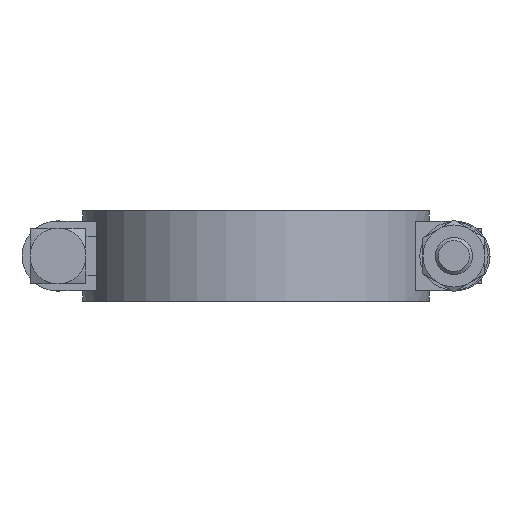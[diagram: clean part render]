
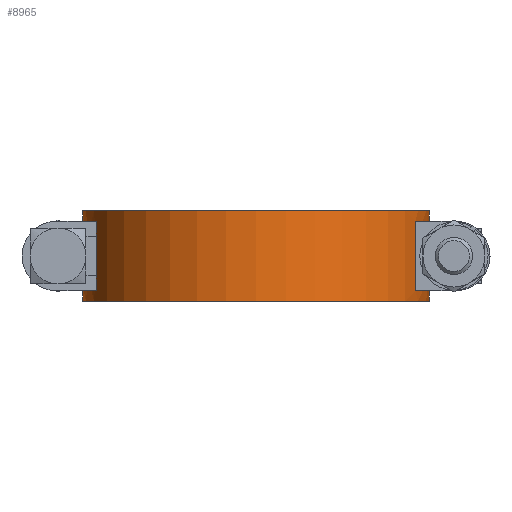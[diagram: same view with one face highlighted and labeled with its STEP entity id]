
A CAD part, front view. The second image highlights one B-rep face of the part: STEP entity #8965.
In plain terms, the highlighted cylindrical face has radius 44.323 mm (diameter 88.646 mm), a partial arc.
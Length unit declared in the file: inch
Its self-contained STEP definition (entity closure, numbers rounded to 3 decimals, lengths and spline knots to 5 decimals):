
#1038=FACE_OUTER_BOUND('',#1575,.T.);
#1575=EDGE_LOOP('',(#8060,#8061,#8062,#8063,#8064,#8065,#8066,#8067,#8068,
#8069,#8070,#8071,#8072,#8073,#8074,#8075));
#1849=CIRCLE('',#9525,1.745);
#1850=CIRCLE('',#9527,1.745);
#1851=CIRCLE('',#9532,1.745);
#1863=CIRCLE('',#9556,1.745);
#1864=CIRCLE('',#9559,1.745);
#1865=CIRCLE('',#9561,1.745);
#1867=CIRCLE('',#9565,1.745);
#1868=CIRCLE('',#9567,1.745);
#2447=LINE('',#18914,#3076);
#2451=LINE('',#18928,#3080);
#2454=LINE('',#18934,#3083);
#2457=LINE('',#18942,#3086);
#2470=LINE('',#19003,#3099);
#2472=LINE('',#19007,#3101);
#2481=LINE('',#19038,#3110);
#2482=LINE('',#19040,#3111);
#3076=VECTOR('',#11165,0.3937);
#3080=VECTOR('',#11183,0.3937);
#3083=VECTOR('',#11190,0.3937);
#3086=VECTOR('',#11199,0.3937);
#3099=VECTOR('',#11248,0.3937);
#3101=VECTOR('',#11250,0.3937);
#3110=VECTOR('',#11289,0.3937);
#3111=VECTOR('',#11290,0.3937);
#4226=VERTEX_POINT('',#18713);
#4228=VERTEX_POINT('',#18721);
#4232=VERTEX_POINT('',#18731);
#4272=VERTEX_POINT('',#18911);
#4273=VERTEX_POINT('',#18913);
#4275=VERTEX_POINT('',#18920);
#4276=VERTEX_POINT('',#18924);
#4277=VERTEX_POINT('',#18930);
#4279=VERTEX_POINT('',#18938);
#4297=VERTEX_POINT('',#19001);
#4298=VERTEX_POINT('',#19004);
#4299=VERTEX_POINT('',#19006);
#4302=VERTEX_POINT('',#19020);
#4305=VERTEX_POINT('',#19028);
#4306=VERTEX_POINT('',#19034);
#4307=VERTEX_POINT('',#19039);
#5525=EDGE_CURVE('',#4273,#4272,#2447,.T.);
#5529=EDGE_CURVE('',#4232,#4275,#1849,.T.);
#5531=EDGE_CURVE('',#4228,#4276,#1850,.T.);
#5533=EDGE_CURVE('',#4276,#4226,#2451,.T.);
#5536=EDGE_CURVE('',#4277,#4275,#2454,.T.);
#5539=EDGE_CURVE('',#4279,#4228,#1851,.T.);
#5540=EDGE_CURVE('',#4226,#4277,#2457,.T.);
#5566=EDGE_CURVE('',#4297,#4279,#2470,.T.);
#5568=EDGE_CURVE('',#4298,#4299,#2472,.T.);
#5573=EDGE_CURVE('',#4298,#4232,#1863,.T.);
#5575=EDGE_CURVE('',#4273,#4302,#1864,.T.);
#5580=EDGE_CURVE('',#4272,#4305,#1865,.T.);
#5582=EDGE_CURVE('',#4306,#4297,#1867,.T.);
#5584=EDGE_CURVE('',#4302,#4306,#2481,.T.);
#5585=EDGE_CURVE('',#4307,#4305,#2482,.T.);
#5586=EDGE_CURVE('',#4299,#4307,#1868,.T.);
#8060=ORIENTED_EDGE('',*,*,#5533,.F.);
#8061=ORIENTED_EDGE('',*,*,#5531,.F.);
#8062=ORIENTED_EDGE('',*,*,#5539,.F.);
#8063=ORIENTED_EDGE('',*,*,#5566,.F.);
#8064=ORIENTED_EDGE('',*,*,#5582,.F.);
#8065=ORIENTED_EDGE('',*,*,#5584,.F.);
#8066=ORIENTED_EDGE('',*,*,#5575,.F.);
#8067=ORIENTED_EDGE('',*,*,#5525,.T.);
#8068=ORIENTED_EDGE('',*,*,#5580,.T.);
#8069=ORIENTED_EDGE('',*,*,#5585,.F.);
#8070=ORIENTED_EDGE('',*,*,#5586,.F.);
#8071=ORIENTED_EDGE('',*,*,#5568,.F.);
#8072=ORIENTED_EDGE('',*,*,#5573,.T.);
#8073=ORIENTED_EDGE('',*,*,#5529,.T.);
#8074=ORIENTED_EDGE('',*,*,#5536,.F.);
#8075=ORIENTED_EDGE('',*,*,#5540,.F.);
#8401=CYLINDRICAL_SURFACE('',#9566,1.745);
#8965=ADVANCED_FACE('',(#1038),#8401,.T.);
#9525=AXIS2_PLACEMENT_3D('',#18921,#11173,#11174);
#9527=AXIS2_PLACEMENT_3D('',#18925,#11178,#11179);
#9532=AXIS2_PLACEMENT_3D('',#18940,#11195,#11196);
#9556=AXIS2_PLACEMENT_3D('',#19016,#11261,#11262);
#9559=AXIS2_PLACEMENT_3D('',#19021,#11268,#11269);
#9561=AXIS2_PLACEMENT_3D('',#19030,#11276,#11277);
#9565=AXIS2_PLACEMENT_3D('',#19035,#11284,#11285);
#9566=AXIS2_PLACEMENT_3D('',#19037,#11287,#11288);
#9567=AXIS2_PLACEMENT_3D('',#19041,#11291,#11292);
#11165=DIRECTION('',(0.,0.,1.));
#11173=DIRECTION('center_axis',(0.,0.,
1.));
#11174=DIRECTION('ref_axis',(0.,-1.,0.));
#11178=DIRECTION('center_axis',(0.,0.,
1.));
#11179=DIRECTION('ref_axis',(0.,-1.,0.));
#11183=DIRECTION('',(0.,0.,1.));
#11190=DIRECTION('',(0.,0.,1.));
#11195=DIRECTION('center_axis',(0.,0.,
1.));
#11196=DIRECTION('ref_axis',(0.,-1.,0.));
#11199=DIRECTION('',(0.,0.,1.));
#11248=DIRECTION('',(0.,0.,1.));
#11250=DIRECTION('',(0.,0.,1.));
#11261=DIRECTION('center_axis',(0.,0.,
1.));
#11262=DIRECTION('ref_axis',(0.,-1.,0.));
#11268=DIRECTION('center_axis',(0.,0.,
1.));
#11269=DIRECTION('ref_axis',(0.,-1.,0.));
#11276=DIRECTION('center_axis',(0.,0.,
1.));
#11277=DIRECTION('ref_axis',(0.,-1.,0.));
#11284=DIRECTION('center_axis',(0.,0.,
-1.));
#11285=DIRECTION('ref_axis',(0.921,0.39,0.));
#11287=DIRECTION('center_axis',(0.,0.,
1.));
#11288=DIRECTION('ref_axis',(0.,-1.,0.));
#11289=DIRECTION('',(0.,0.,-1.));
#11290=DIRECTION('',(0.,0.,-1.));
#11291=DIRECTION('center_axis',(0.,0.,
1.));
#11292=DIRECTION('ref_axis',(0.,-1.,0.));
#18713=CARTESIAN_POINT('',(0.75,-0.775,0.255));
#18721=CARTESIAN_POINT('',(0.701,-0.645,0.105));
#18731=CARTESIAN_POINT('',(0.701,-0.645,0.805));
#18911=CARTESIAN_POINT('',(3.96411,-0.775,0.805));
#18913=CARTESIAN_POINT('',(3.96411,-0.775,0.105));
#18914=CARTESIAN_POINT('',(3.96411,-0.775,0.));
#18920=CARTESIAN_POINT('',(0.75,-0.775,0.805));
#18921=CARTESIAN_POINT('Origin',(2.35705,-0.095,0.805));
#18924=CARTESIAN_POINT('',(0.75,-0.775,0.105));
#18925=CARTESIAN_POINT('Origin',(2.35705,-0.095,0.105));
#18928=CARTESIAN_POINT('',(0.75,-0.775,0.));
#18930=CARTESIAN_POINT('',(0.75,-0.775,0.655));
#18934=CARTESIAN_POINT('',(0.75,-0.775,0.));
#18938=CARTESIAN_POINT('',(0.61231,-0.125,0.105));
#18940=CARTESIAN_POINT('Origin',(2.35705,-0.095,0.105));
#18942=CARTESIAN_POINT('',(0.75,-0.775,0.));
#19001=CARTESIAN_POINT('',(0.61231,-0.125,0.));
#19003=CARTESIAN_POINT('',(0.61231,-0.125,0.0525));
#19004=CARTESIAN_POINT('',(0.61231,-0.125,0.805));
#19006=CARTESIAN_POINT('',(0.61231,-0.125,0.91));
#19007=CARTESIAN_POINT('',(0.61231,-0.125,0.8575));
#19016=CARTESIAN_POINT('Origin',(2.35705,-0.095,0.805));
#19020=CARTESIAN_POINT('',(4.1018,-0.125,0.105));
#19021=CARTESIAN_POINT('Origin',(2.35705,-0.095,0.105));
#19028=CARTESIAN_POINT('',(4.1018,-0.125,0.805));
#19030=CARTESIAN_POINT('Origin',(2.35705,-0.095,0.805));
#19034=CARTESIAN_POINT('',(4.1018,-0.125,0.));
#19035=CARTESIAN_POINT('Origin',(2.35705,-0.095,0.));
#19037=CARTESIAN_POINT('Origin',(2.35705,-0.095,0.));
#19038=CARTESIAN_POINT('',(4.1018,-0.125,0.0525));
#19039=CARTESIAN_POINT('',(4.1018,-0.125,0.91));
#19040=CARTESIAN_POINT('',(4.1018,-0.125,0.8575));
#19041=CARTESIAN_POINT('Origin',(2.35705,-0.095,0.91));
